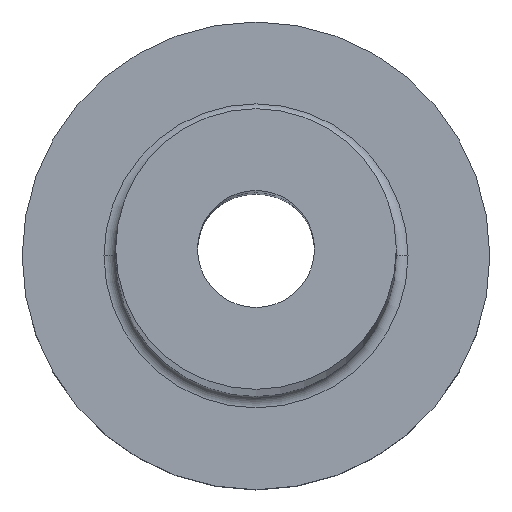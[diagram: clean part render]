
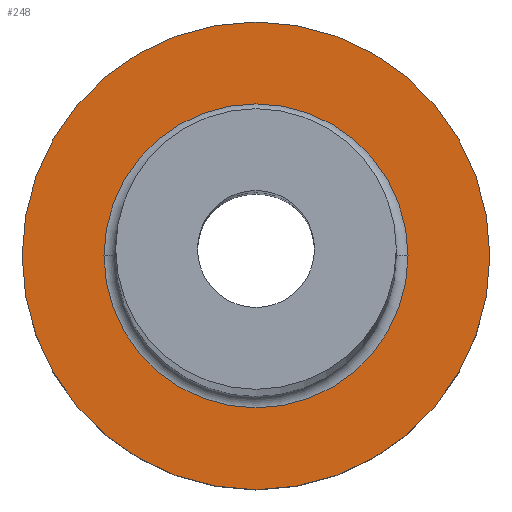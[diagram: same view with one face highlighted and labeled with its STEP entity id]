
A CAD part, top view. The second image highlights one B-rep face of the part: STEP entity #248.
In plain terms, the highlighted planar face has unit normal (0, 0, 1).
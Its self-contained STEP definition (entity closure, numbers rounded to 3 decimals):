
#7 = CIRCLE ( 'NONE', #374, 6.5 ) ;
#20 = DIRECTION ( 'NONE',  ( 0., 0., -1. ) ) ;
#21 = EDGE_LOOP ( 'NONE', ( #301, #66 ) ) ;
#52 = DIRECTION ( 'NONE',  ( 1., 0., 0. ) ) ;
#63 = DIRECTION ( 'NONE',  ( 0., 0., -1. ) ) ;
#65 = CARTESIAN_POINT ( 'NONE',  ( 0., 0., 7. ) ) ;
#66 = ORIENTED_EDGE ( 'NONE', *, *, #268, .T. ) ;
#91 = PLANE ( 'NONE',  #122 ) ;
#94 = ORIENTED_EDGE ( 'NONE', *, *, #445, .T. ) ;
#98 = CIRCLE ( 'NONE', #381, 10. ) ;
#106 = DIRECTION ( 'NONE',  ( 0., 0., 1. ) ) ;
#108 = AXIS2_PLACEMENT_3D ( 'NONE', #395, #424, #422 ) ;
#122 = AXIS2_PLACEMENT_3D ( 'NONE', #339, #369, #52 ) ;
#155 = VERTEX_POINT ( 'NONE', #363 ) ;
#167 = DIRECTION ( 'NONE',  ( 1., 0., 0. ) ) ;
#169 = ORIENTED_EDGE ( 'NONE', *, *, #284, .T. ) ;
#191 = CARTESIAN_POINT ( 'NONE',  ( -10., 0., 7. ) ) ;
#203 = EDGE_CURVE ( 'NONE', #155, #303, #7, .T. ) ;
#204 = CARTESIAN_POINT ( 'NONE',  ( -6.5, 0., 7. ) ) ;
#248 = ADVANCED_FACE ( 'NONE', ( #366, #372 ), #91, .T. ) ;
#249 = CARTESIAN_POINT ( 'NONE',  ( 0., 0., 7. ) ) ;
#262 = VERTEX_POINT ( 'NONE', #191 ) ;
#268 = EDGE_CURVE ( 'NONE', #303, #155, #436, .T. ) ;
#276 = CARTESIAN_POINT ( 'NONE',  ( 10., 0., 7. ) ) ;
#284 = EDGE_CURVE ( 'NONE', #329, #262, #98, .T. ) ;
#297 = AXIS2_PLACEMENT_3D ( 'NONE', #65, #63, #167 ) ;
#301 = ORIENTED_EDGE ( 'NONE', *, *, #203, .T. ) ;
#303 = VERTEX_POINT ( 'NONE', #204 ) ;
#305 = CIRCLE ( 'NONE', #108, 10. ) ;
#329 = VERTEX_POINT ( 'NONE', #276 ) ;
#334 = CARTESIAN_POINT ( 'NONE',  ( 0., 0., 7. ) ) ;
#339 = CARTESIAN_POINT ( 'NONE',  ( 0., 0., 7. ) ) ;
#363 = CARTESIAN_POINT ( 'NONE',  ( 6.5, 0., 7. ) ) ;
#366 = FACE_BOUND ( 'NONE', #21, .T. ) ;
#369 = DIRECTION ( 'NONE',  ( 0., 0., 1. ) ) ;
#372 = FACE_OUTER_BOUND ( 'NONE', #440, .T. ) ;
#374 = AXIS2_PLACEMENT_3D ( 'NONE', #334, #20, #442 ) ;
#381 = AXIS2_PLACEMENT_3D ( 'NONE', #249, #106, #447 ) ;
#395 = CARTESIAN_POINT ( 'NONE',  ( 0., 0., 7. ) ) ;
#422 = DIRECTION ( 'NONE',  ( 1., 0., 0. ) ) ;
#424 = DIRECTION ( 'NONE',  ( 0., 0., 1. ) ) ;
#436 = CIRCLE ( 'NONE', #297, 6.5 ) ;
#440 = EDGE_LOOP ( 'NONE', ( #94, #169 ) ) ;
#442 = DIRECTION ( 'NONE',  ( 1., 0., 0. ) ) ;
#445 = EDGE_CURVE ( 'NONE', #262, #329, #305, .T. ) ;
#447 = DIRECTION ( 'NONE',  ( 1., 0., 0. ) ) ;
